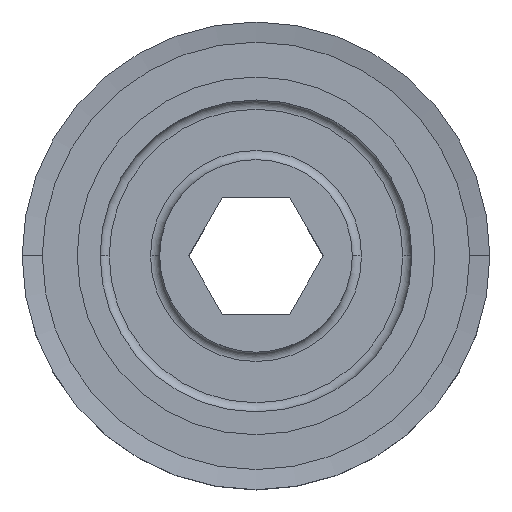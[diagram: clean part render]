
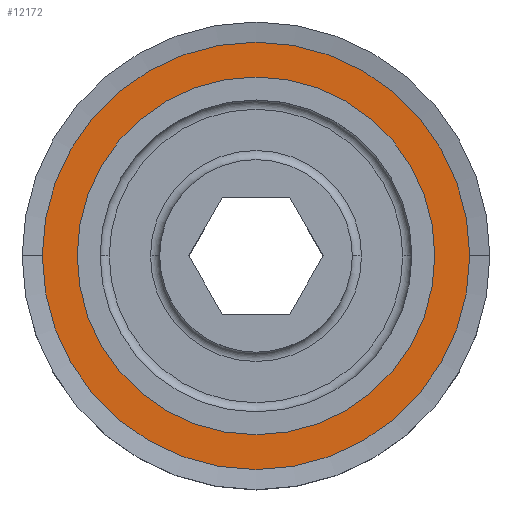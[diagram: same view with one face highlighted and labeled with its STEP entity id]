
A CAD part, top view. The second image highlights one B-rep face of the part: STEP entity #12172.
In plain terms, the highlighted planar face has unit normal (0, 0, 1).
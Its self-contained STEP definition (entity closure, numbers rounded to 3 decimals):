
#818 = CIRCLE ( 'NONE', #20244, 23.3 ) ;
#1129 = ORIENTED_EDGE ( 'NONE', *, *, #6907, .F. ) ;
#1880 = ORIENTED_EDGE ( 'NONE', *, *, #6504, .F. ) ;
#1896 = PLANE ( 'NONE',  #7725 ) ;
#2652 = EDGE_CURVE ( 'NONE', #3358, #17736, #23232, .T. ) ;
#3341 = CARTESIAN_POINT ( 'NONE',  ( -19.5, 0., 6.875 ) ) ;
#3358 = VERTEX_POINT ( 'NONE', #12152 ) ;
#3865 = DIRECTION ( 'NONE',  ( 1., 0., 0. ) ) ;
#4618 = AXIS2_PLACEMENT_3D ( 'NONE', #22108, #10705, #24039 ) ;
#6346 = VERTEX_POINT ( 'NONE', #9717 ) ;
#6504 = EDGE_CURVE ( 'NONE', #12427, #6346, #818, .T. ) ;
#6907 = EDGE_CURVE ( 'NONE', #6346, #12427, #16229, .T. ) ;
#7725 = AXIS2_PLACEMENT_3D ( 'NONE', #24918, #15351, #3865 ) ;
#8518 = DIRECTION ( 'NONE',  ( 1., 0., 0. ) ) ;
#8564 = DIRECTION ( 'NONE',  ( 0., 0., -1. ) ) ;
#8644 = CARTESIAN_POINT ( 'NONE',  ( 0., 0., 6.875 ) ) ;
#8822 = CIRCLE ( 'NONE', #4618, 19.5 ) ;
#9717 = CARTESIAN_POINT ( 'NONE',  ( 23.3, 0., 6.875 ) ) ;
#10440 = AXIS2_PLACEMENT_3D ( 'NONE', #8644, #8564, #8518 ) ;
#10705 = DIRECTION ( 'NONE',  ( 0., 0., -1. ) ) ;
#12152 = CARTESIAN_POINT ( 'NONE',  ( 19.5, 0., 6.875 ) ) ;
#12172 = ADVANCED_FACE ( 'NONE', ( #12452, #21972 ), #1896, .T. ) ;
#12427 = VERTEX_POINT ( 'NONE', #20155 ) ;
#12452 = FACE_BOUND ( 'NONE', #23314, .T. ) ;
#12966 = CARTESIAN_POINT ( 'NONE',  ( 0., 0., 6.875 ) ) ;
#13041 = DIRECTION ( 'NONE',  ( 0., 0., -1. ) ) ;
#15351 = DIRECTION ( 'NONE',  ( 0., 0., 1. ) ) ;
#15720 = DIRECTION ( 'NONE',  ( -1., 0., 0. ) ) ;
#16229 = CIRCLE ( 'NONE', #19304, 23.3 ) ;
#17736 = VERTEX_POINT ( 'NONE', #3341 ) ;
#17844 = DIRECTION ( 'NONE',  ( -1., 0., 0. ) ) ;
#17934 = DIRECTION ( 'NONE',  ( 0., 0., -1. ) ) ;
#18013 = CARTESIAN_POINT ( 'NONE',  ( 0., 0., 6.875 ) ) ;
#19304 = AXIS2_PLACEMENT_3D ( 'NONE', #18013, #17934, #17844 ) ;
#20155 = CARTESIAN_POINT ( 'NONE',  ( -23.3, 0., 6.875 ) ) ;
#20244 = AXIS2_PLACEMENT_3D ( 'NONE', #12966, #13041, #15720 ) ;
#20951 = EDGE_LOOP ( 'NONE', ( #1129, #1880 ) ) ;
#21972 = FACE_OUTER_BOUND ( 'NONE', #20951, .T. ) ;
#22108 = CARTESIAN_POINT ( 'NONE',  ( 0., 0., 6.875 ) ) ;
#22995 = EDGE_CURVE ( 'NONE', #17736, #3358, #8822, .T. ) ;
#23232 = CIRCLE ( 'NONE', #10440, 19.5 ) ;
#23314 = EDGE_LOOP ( 'NONE', ( #23506, #23488 ) ) ;
#23488 = ORIENTED_EDGE ( 'NONE', *, *, #22995, .T. ) ;
#23506 = ORIENTED_EDGE ( 'NONE', *, *, #2652, .T. ) ;
#24039 = DIRECTION ( 'NONE',  ( 1., 0., 0. ) ) ;
#24918 = CARTESIAN_POINT ( 'NONE',  ( 0., 0., 6.875 ) ) ;
